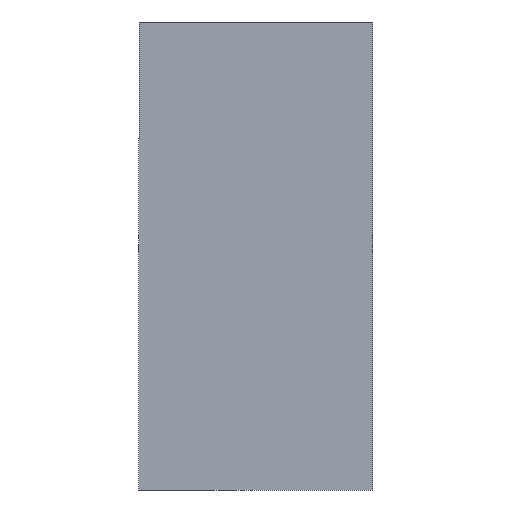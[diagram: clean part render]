
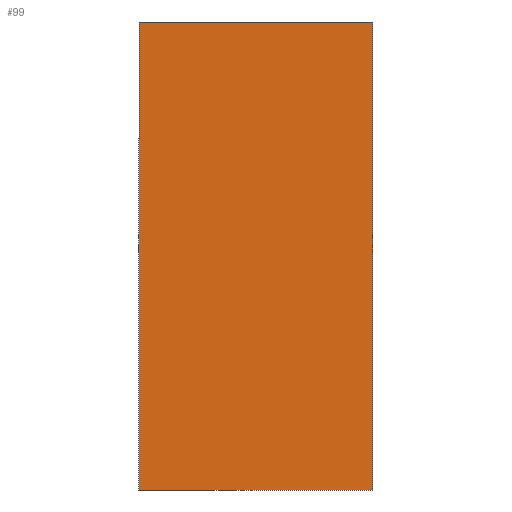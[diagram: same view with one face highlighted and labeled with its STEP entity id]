
A CAD part, front view. The second image highlights one B-rep face of the part: STEP entity #99.
In plain terms, the highlighted planar face has unit normal (0, -1, 0).
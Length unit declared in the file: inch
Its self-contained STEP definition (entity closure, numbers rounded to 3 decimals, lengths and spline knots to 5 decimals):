
#3 = VECTOR ( 'NONE', #194, 39.37008 ) ;
#11 = ORIENTED_EDGE ( 'NONE', *, *, #20, .F. ) ;
#14 = LINE ( 'NONE', #188, #195 ) ;
#20 = EDGE_CURVE ( 'NONE', #189, #171, #144, .T. ) ;
#25 = CARTESIAN_POINT ( 'NONE',  ( 0., -0.01563, 0. ) ) ;
#34 = CARTESIAN_POINT ( 'NONE',  ( 18., -0.01563, -36. ) ) ;
#42 = CARTESIAN_POINT ( 'NONE',  ( -18., -0.01563, 36. ) ) ;
#47 = PLANE ( 'NONE',  #185 ) ;
#49 = CARTESIAN_POINT ( 'NONE',  ( 18., -0.01563, 36. ) ) ;
#54 = VERTEX_POINT ( 'NONE', #42 ) ;
#55 = CARTESIAN_POINT ( 'NONE',  ( 18., -0.01563, -36. ) ) ;
#64 = DIRECTION ( 'NONE',  ( 0., 0., -1. ) ) ;
#82 = CARTESIAN_POINT ( 'NONE',  ( -18., -0.01563, -36. ) ) ;
#84 = EDGE_CURVE ( 'NONE', #171, #54, #175, .T. ) ;
#91 = VERTEX_POINT ( 'NONE', #49 ) ;
#94 = CARTESIAN_POINT ( 'NONE',  ( -18., -0.01563, -36. ) ) ;
#95 = EDGE_CURVE ( 'NONE', #54, #91, #14, .T. ) ;
#99 = ADVANCED_FACE ( 'NONE', ( #193 ), #47, .T. ) ;
#119 = ORIENTED_EDGE ( 'NONE', *, *, #84, .F. ) ;
#122 = ORIENTED_EDGE ( 'NONE', *, *, #95, .F. ) ;
#131 = DIRECTION ( 'NONE',  ( -1., 0., 0. ) ) ;
#132 = EDGE_LOOP ( 'NONE', ( #119, #11, #135, #122 ) ) ;
#135 = ORIENTED_EDGE ( 'NONE', *, *, #180, .F. ) ;
#144 = LINE ( 'NONE', #55, #167 ) ;
#167 = VECTOR ( 'NONE', #131, 39.37008 ) ;
#171 = VERTEX_POINT ( 'NONE', #82 ) ;
#175 = LINE ( 'NONE', #94, #3 ) ;
#176 = LINE ( 'NONE', #182, #181 ) ;
#180 = EDGE_CURVE ( 'NONE', #91, #189, #176, .T. ) ;
#181 = VECTOR ( 'NONE', #197, 39.37008 ) ;
#182 = CARTESIAN_POINT ( 'NONE',  ( 18., -0.01563, -36. ) ) ;
#185 = AXIS2_PLACEMENT_3D ( 'NONE', #25, #209, #64 ) ;
#188 = CARTESIAN_POINT ( 'NONE',  ( 18., -0.01563, 36. ) ) ;
#189 = VERTEX_POINT ( 'NONE', #34 ) ;
#193 = FACE_OUTER_BOUND ( 'NONE', #132, .T. ) ;
#194 = DIRECTION ( 'NONE',  ( 0., 0., 1. ) ) ;
#195 = VECTOR ( 'NONE', #206, 39.37008 ) ;
#197 = DIRECTION ( 'NONE',  ( 0., 0., -1. ) ) ;
#206 = DIRECTION ( 'NONE',  ( 1., 0., 0. ) ) ;
#209 = DIRECTION ( 'NONE',  ( 0., -1., 0. ) ) ;
